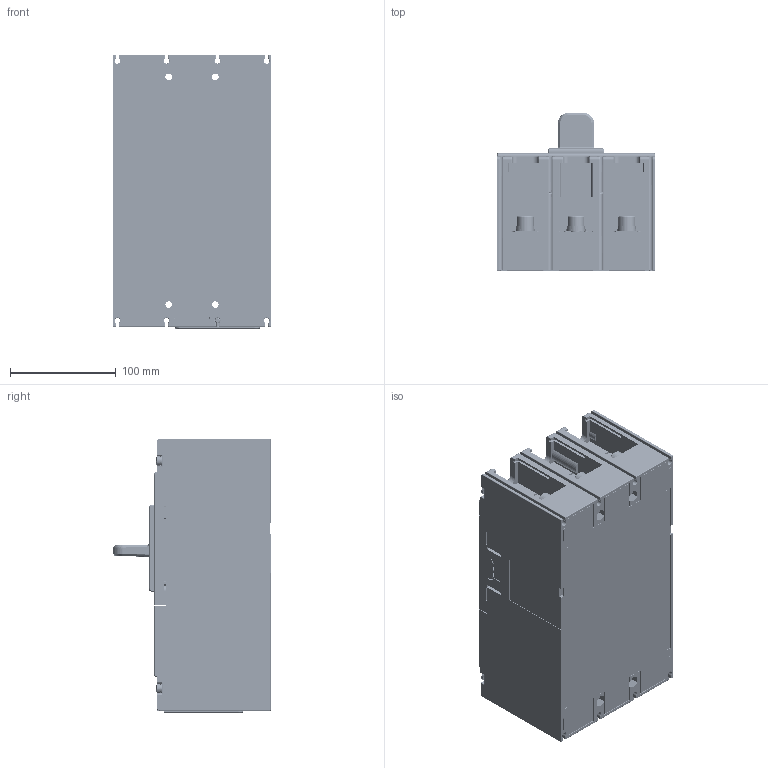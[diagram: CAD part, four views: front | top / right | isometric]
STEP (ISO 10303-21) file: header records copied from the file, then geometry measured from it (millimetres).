
FILE_DESCRIPTION((''),'2;1');
FILE_NAME('CDMNEZ-630-3P-250A_315A_400A-__ASM','2024-09-18T',('sijin.li'),(''),'PRO/ENGINEER BY PARAMETRIC TECHNOLOGY CORPORATION, 2015440','PRO/ENGINEER BY PARAMETRIC TECHNOLOGY CORPORATION, 2015440','');
FILE_SCHEMA(('CONFIG_CONTROL_DESIGN'));
Products named in the file (51): PRT0003; PRT0004; ASM0004_ASM; PRT0005; ASM0005_ASM; PRT0006; ASM0007_ASM; PRT0007; PRT0008; PRT0009; PRT0010; ASM0009_ASM; ASM0008_ASM; ASM0006_ASM; PRT0011; PRT0012; PRT0013; ASM0010_ASM; PRT0014; ASM0003_ASM; PRT0015; PRT0017; PRT0018; PRT0019; PRT0020; ASM0011_ASM; PRT0021; PRT0022; ASM0013_ASM; PRT0023; PRT0024; ASM0012_ASM; PRT0025; PRT0026; PRT0027; PRT0028; ASM0014_ASM; PRT0029; PRT0030; PRT0031 ...
Assembly tree (97 placements, depth 9):
  CDMNEZ-630-3P-250A_315A_400A-__ASM
    CDMNEZ-630-3P-400A__ASM_1_ASM
      ASM0001_ASM
        ASM0002_ASM
          ASM0003_ASM
            ASM0004_ASM
              PRT0003
              PRT0004  x6
            ASM0005_ASM  x3
              PRT0005
            ASM0006_ASM
              ASM0007_ASM
                PRT0006
              ASM0008_ASM  x2
                ASM0009_ASM
                  PRT0007
                  PRT0008
                  PRT0009
                  PRT0010
            ASM0010_ASM  x17
              PRT0011
              PRT0012
              PRT0013
            PRT0014  x4
          PRT0015  x3
          PRT0017  x3
          ASM0011_ASM
            PRT0018
            PRT0019
            PRT0020
          ASM0012_ASM
            ASM0013_ASM
              PRT0021
              PRT0022  x4
            PRT0023
            PRT0024
          PRT0025
          ASM0014_ASM  x6
            PRT0026
            PRT0027
            PRT0028
          PRT0029
          ASM0015_ASM  x4
            PRT0030
            PRT0031
            PRT0032
          ASM0016_ASM  x6
            PRT0033
            PRT0034
            PRT0035
    PRT0036
Bounding box: 150 x 149.4 x 259.4 mm (x, y, z)
Volume: 1624143.7 mm3; surface area: 797368.2 mm2
Topology: 141 solids, 191 shells, 8372 faces, 21726 edges, 13753 vertices
Faces by surface type: plane 4818, cylinder 2366, cone 402, torus 327, sphere 203, bspline 134, extrusion 122
Entity records: 219556 total; most frequent: CARTESIAN_POINT 53575, ORIENTED_EDGE 34818, DIRECTION 33886, EDGE_CURVE 17431, VECTOR 12168, LINE 12046, VERTEX_POINT 11191, AXIS2_PLACEMENT_3D 10859
